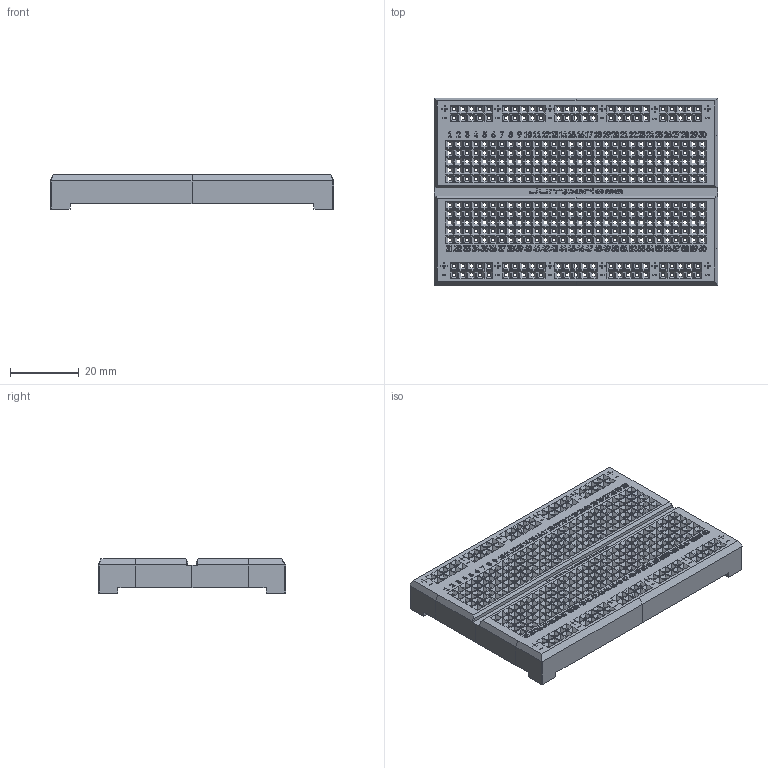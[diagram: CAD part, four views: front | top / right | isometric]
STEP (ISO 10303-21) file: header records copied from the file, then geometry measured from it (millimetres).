
FILE_DESCRIPTION(/* description */ (''),/* implementation_level */ '2;1');
FILE_NAME(/* name */ 'Breadboard thinner point48mm forBlackMJF.step',/* time_stamp */ '2023-06-04T11:56:58-07:00',/* author */ (''),/* organization */ (''),/* preprocessor_version */ 'ST-DEVELOPER v19.2',/* originating_system */ 'Autodesk Translation Framework v12.6.0.85',/* authorisation */ '');
FILE_SCHEMA (('AUTOMOTIVE_DESIGN { 1 0 10303 214 3 1 1 }'));
Products named in the file (1): Breadboard point48mm
Bounding box: 82.55 x 54.61 x 9.98 mm (x, y, z)
Volume: 20088.1 mm3; surface area: 30230.9 mm2
Topology: 1 solids, 1 shells, 7126 faces, 19014 edges, 12012 vertices
Faces by surface type: plane 6231, bspline 884, cylinder 11
Entity records: 220003 total; most frequent: CARTESIAN_POINT 49806, ORIENTED_EDGE 38028, DIRECTION 29879, EDGE_CURVE 19014, LINE 17219, VECTOR 17219, VERTEX_POINT 12012, EDGE_LOOP 8075
